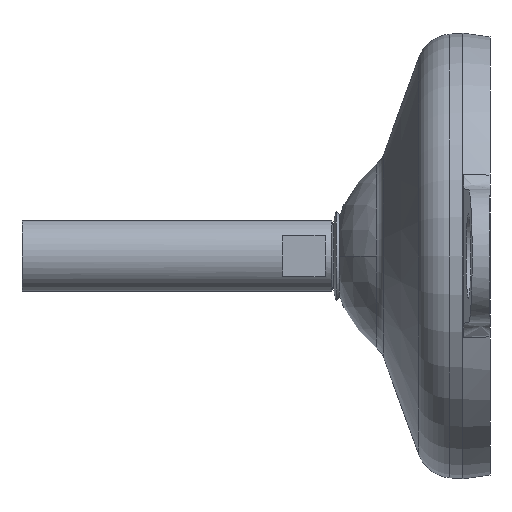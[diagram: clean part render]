
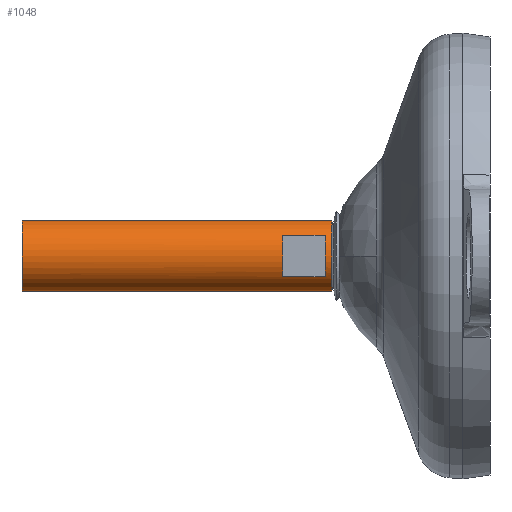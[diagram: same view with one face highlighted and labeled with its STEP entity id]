
A CAD part, left-side view. The second image highlights one B-rep face of the part: STEP entity #1048.
In plain terms, the highlighted cylindrical face has radius 8 mm (diameter 16 mm), a partial arc.
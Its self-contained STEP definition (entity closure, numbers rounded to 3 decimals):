
#34 = ORIENTED_EDGE ( 'NONE', *, *, #1297, .T. ) ;
#45 = CARTESIAN_POINT ( 'NONE',  ( -6.5, 0., -4.664 ) ) ;
#68 = DIRECTION ( 'NONE',  ( 0., 0., -1. ) ) ;
#120 = EDGE_CURVE ( 'NONE', #821, #1329, #1264, .T. ) ;
#124 = FACE_BOUND ( 'NONE', #1169, .T. ) ;
#132 = DIRECTION ( 'NONE',  ( 0., -1., 0. ) ) ;
#156 = CARTESIAN_POINT ( 'NONE',  ( -6.5, 37., 4.664 ) ) ;
#160 = DIRECTION ( 'NONE',  ( 0., 1., 0. ) ) ;
#199 = VERTEX_POINT ( 'NONE', #1164 ) ;
#220 = LINE ( 'NONE', #745, #472 ) ;
#228 = CARTESIAN_POINT ( 'NONE',  ( 0., 46.5, 0. ) ) ;
#301 = EDGE_CURVE ( 'NONE', #1267, #199, #1113, .T. ) ;
#308 = EDGE_CURVE ( 'NONE', #770, #1267, #1017, .T. ) ;
#363 = DIRECTION ( 'NONE',  ( 0., -1., 0. ) ) ;
#410 = DIRECTION ( 'NONE',  ( 0., 0., -1. ) ) ;
#459 = CARTESIAN_POINT ( 'NONE',  ( 0., 105., 0. ) ) ;
#464 = CARTESIAN_POINT ( 'NONE',  ( 0., 105., -8. ) ) ;
#472 = VECTOR ( 'NONE', #1520, 1000. ) ;
#473 = VECTOR ( 'NONE', #160, 1000. ) ;
#532 = AXIS2_PLACEMENT_3D ( 'NONE', #228, #767, #1059 ) ;
#537 = EDGE_LOOP ( 'NONE', ( #795, #1178, #34, #1189 ) ) ;
#552 = EDGE_CURVE ( 'NONE', #821, #746, #772, .T. ) ;
#563 = AXIS2_PLACEMENT_3D ( 'NONE', #459, #583, #68 ) ;
#567 = CARTESIAN_POINT ( 'NONE',  ( 0., 35.5, 8. ) ) ;
#583 = DIRECTION ( 'NONE',  ( 0., -1., 0. ) ) ;
#616 = AXIS2_PLACEMENT_3D ( 'NONE', #1331, #1300, #1294 ) ;
#635 = ORIENTED_EDGE ( 'NONE', *, *, #1406, .T. ) ;
#663 = EDGE_CURVE ( 'NONE', #805, #770, #833, .T. ) ;
#685 = DIRECTION ( 'NONE',  ( 0., -1., 0. ) ) ;
#713 = AXIS2_PLACEMENT_3D ( 'NONE', #1233, #132, #410 ) ;
#745 = CARTESIAN_POINT ( 'NONE',  ( 0., 0., -8. ) ) ;
#746 = VERTEX_POINT ( 'NONE', #567 ) ;
#767 = DIRECTION ( 'NONE',  ( 0., 1., 0. ) ) ;
#770 = VERTEX_POINT ( 'NONE', #156 ) ;
#772 = LINE ( 'NONE', #1018, #956 ) ;
#782 = VECTOR ( 'NONE', #685, 1000. ) ;
#795 = ORIENTED_EDGE ( 'NONE', *, *, #552, .F. ) ;
#805 = VERTEX_POINT ( 'NONE', #831 ) ;
#821 = VERTEX_POINT ( 'NONE', #1075 ) ;
#831 = CARTESIAN_POINT ( 'NONE',  ( -6.5, 46.5, 4.664 ) ) ;
#833 = LINE ( 'NONE', #1499, #782 ) ;
#884 = DIRECTION ( 'NONE',  ( 0., -1., 0. ) ) ;
#888 = VERTEX_POINT ( 'NONE', #1130 ) ;
#894 = FACE_OUTER_BOUND ( 'NONE', #537, .T. ) ;
#907 = CARTESIAN_POINT ( 'NONE',  ( 0., 35.5, 0. ) ) ;
#956 = VECTOR ( 'NONE', #884, 1000. ) ;
#982 = ORIENTED_EDGE ( 'NONE', *, *, #308, .T. ) ;
#989 = CIRCLE ( 'NONE', #1661, 8. ) ;
#1017 = CIRCLE ( 'NONE', #713, 8. ) ;
#1018 = CARTESIAN_POINT ( 'NONE',  ( 0., 0., 8. ) ) ;
#1048 = ADVANCED_FACE ( 'NONE', ( #894, #124 ), #1054, .T. ) ;
#1054 = CYLINDRICAL_SURFACE ( 'NONE', #616, 8. ) ;
#1059 = DIRECTION ( 'NONE',  ( 0., 0., 1. ) ) ;
#1075 = CARTESIAN_POINT ( 'NONE',  ( 0., 105., 8. ) ) ;
#1082 = ORIENTED_EDGE ( 'NONE', *, *, #301, .T. ) ;
#1113 = LINE ( 'NONE', #45, #473 ) ;
#1130 = CARTESIAN_POINT ( 'NONE',  ( 0., 35.5, -8. ) ) ;
#1164 = CARTESIAN_POINT ( 'NONE',  ( -6.5, 46.5, -4.664 ) ) ;
#1169 = EDGE_LOOP ( 'NONE', ( #1082, #635, #1201, #982 ) ) ;
#1178 = ORIENTED_EDGE ( 'NONE', *, *, #120, .T. ) ;
#1189 = ORIENTED_EDGE ( 'NONE', *, *, #1498, .F. ) ;
#1201 = ORIENTED_EDGE ( 'NONE', *, *, #663, .T. ) ;
#1233 = CARTESIAN_POINT ( 'NONE',  ( 0., 37., 0. ) ) ;
#1262 = CARTESIAN_POINT ( 'NONE',  ( -6.5, 37., -4.664 ) ) ;
#1264 = CIRCLE ( 'NONE', #563, 8. ) ;
#1267 = VERTEX_POINT ( 'NONE', #1262 ) ;
#1289 = CIRCLE ( 'NONE', #532, 8. ) ;
#1294 = DIRECTION ( 'NONE',  ( 0., 0., -1. ) ) ;
#1297 = EDGE_CURVE ( 'NONE', #1329, #888, #220, .T. ) ;
#1300 = DIRECTION ( 'NONE',  ( 0., -1., 0. ) ) ;
#1329 = VERTEX_POINT ( 'NONE', #464 ) ;
#1331 = CARTESIAN_POINT ( 'NONE',  ( 0., 0., 0. ) ) ;
#1406 = EDGE_CURVE ( 'NONE', #199, #805, #1289, .T. ) ;
#1461 = DIRECTION ( 'NONE',  ( 0., 0., -1. ) ) ;
#1498 = EDGE_CURVE ( 'NONE', #746, #888, #989, .T. ) ;
#1499 = CARTESIAN_POINT ( 'NONE',  ( -6.5, 0., 4.664 ) ) ;
#1520 = DIRECTION ( 'NONE',  ( 0., -1., 0. ) ) ;
#1661 = AXIS2_PLACEMENT_3D ( 'NONE', #907, #363, #1461 ) ;
